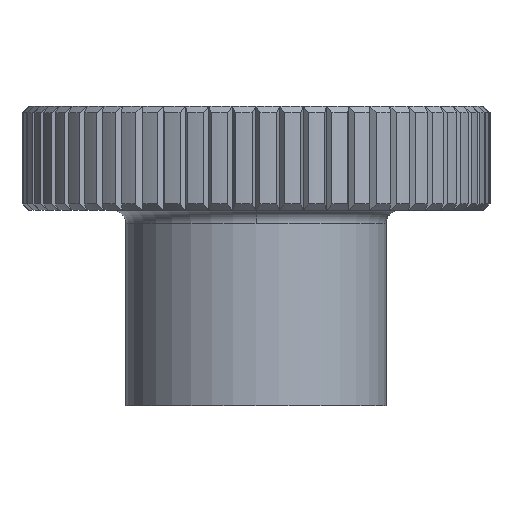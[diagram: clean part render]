
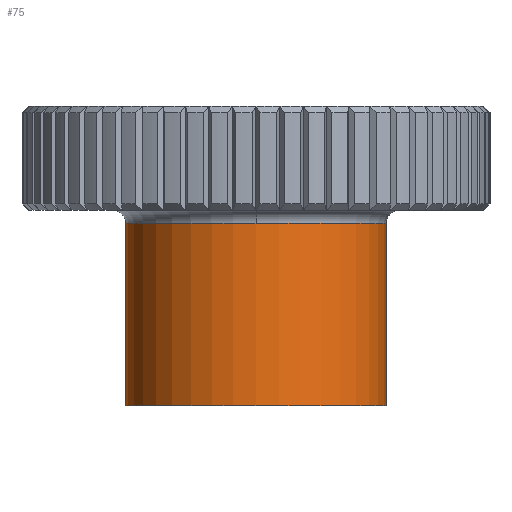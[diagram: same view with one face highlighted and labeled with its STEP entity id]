
A CAD part, left-side view. The second image highlights one B-rep face of the part: STEP entity #75.
In plain terms, the highlighted cylindrical face has radius 10 mm (diameter 20 mm), a partial arc.
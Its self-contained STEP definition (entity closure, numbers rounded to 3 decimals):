
#75 = ADVANCED_FACE( '', ( #389 ), #390, .T. );
#389 = FACE_OUTER_BOUND( '', #1018, .T. );
#390 = CYLINDRICAL_SURFACE( '', #1019, 10. );
#1018 = EDGE_LOOP( '', ( #1647, #1648, #1649, #1650, #1651 ) );
#1019 = AXIS2_PLACEMENT_3D( '', #1652, #1653, #1654 );
#1647 = ORIENTED_EDGE( '', *, *, #3960, .F. );
#1648 = ORIENTED_EDGE( '', *, *, #3961, .T. );
#1649 = ORIENTED_EDGE( '', *, *, #3962, .T. );
#1650 = ORIENTED_EDGE( '', *, *, #3963, .F. );
#1651 = ORIENTED_EDGE( '', *, *, #3964, .F. );
#1652 = CARTESIAN_POINT( '', ( 0., 0., 7. ) );
#1653 = DIRECTION( '', ( 0., 0., 1. ) );
#1654 = DIRECTION( '', ( 0., -1., 0. ) );
#3960 = EDGE_CURVE( '', #4647, #4648, #4649, .T. );
#3961 = EDGE_CURVE( '', #4647, #4650, #4651, .T. );
#3962 = EDGE_CURVE( '', #4650, #4652, #4653, .T. );
#3963 = EDGE_CURVE( '', #4654, #4652, #4655, .T. );
#3964 = EDGE_CURVE( '', #4648, #4654, #4656, .T. );
#4647 = VERTEX_POINT( '', #5711 );
#4648 = VERTEX_POINT( '', #5712 );
#4649 = LINE( '', #5713, #5714 );
#4650 = VERTEX_POINT( '', #5715 );
#4651 = CIRCLE( '', #5716, 10. );
#4652 = VERTEX_POINT( '', #5717 );
#4653 = CIRCLE( '', #5718, 10. );
#4654 = VERTEX_POINT( '', #5719 );
#4655 = LINE( '', #5720, #5721 );
#4656 = CIRCLE( '', #5722, 10. );
#5711 = CARTESIAN_POINT( '', ( 0., -10., 14. ) );
#5712 = CARTESIAN_POINT( '', ( 0., -10., 0. ) );
#5713 = CARTESIAN_POINT( '', ( 0., -10., 7. ) );
#5714 = VECTOR( '', #9123, 1. );
#5715 = CARTESIAN_POINT( '', ( -10., 0., 14. ) );
#5716 = AXIS2_PLACEMENT_3D( '', #9124, #9125, #9126 );
#5717 = CARTESIAN_POINT( '', ( 0., 10., 14. ) );
#5718 = AXIS2_PLACEMENT_3D( '', #9127, #9128, #9129 );
#5719 = CARTESIAN_POINT( '', ( 0., 10., 0. ) );
#5720 = CARTESIAN_POINT( '', ( 0., 10., 7. ) );
#5721 = VECTOR( '', #9130, 1. );
#5722 = AXIS2_PLACEMENT_3D( '', #9131, #9132, #9133 );
#9123 = DIRECTION( '', ( 0., 0., -1. ) );
#9124 = CARTESIAN_POINT( '', ( 0., 0., 14. ) );
#9125 = DIRECTION( '', ( 0., 0., -1. ) );
#9126 = DIRECTION( '', ( 0., -1., 0. ) );
#9127 = CARTESIAN_POINT( '', ( 0., 0., 14. ) );
#9128 = DIRECTION( '', ( 0., 0., -1. ) );
#9129 = DIRECTION( '', ( 0., -1., 0. ) );
#9130 = DIRECTION( '', ( 0., 0., 1. ) );
#9131 = CARTESIAN_POINT( '', ( 0., 0., 0. ) );
#9132 = DIRECTION( '', ( 0., 0., -1. ) );
#9133 = DIRECTION( '', ( 0., -1., 0. ) );
